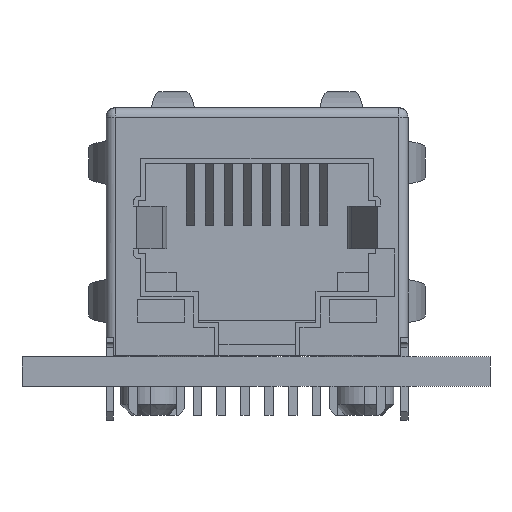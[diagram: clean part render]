
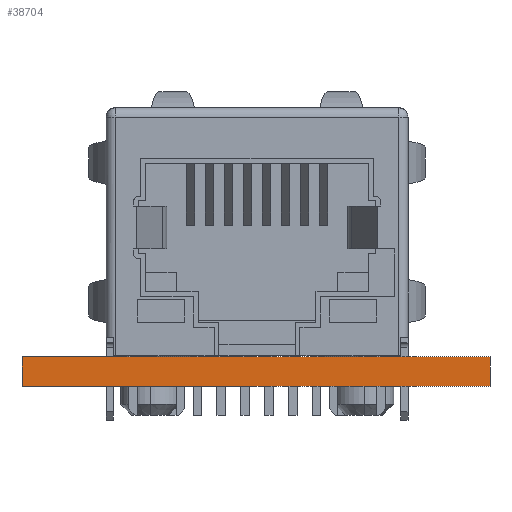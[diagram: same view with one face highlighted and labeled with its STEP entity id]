
A CAD part, front view. The second image highlights one B-rep face of the part: STEP entity #38704.
In plain terms, the highlighted planar face has unit normal (0, -1, 0).
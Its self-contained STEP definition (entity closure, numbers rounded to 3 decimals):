
#38704 = ADVANCED_FACE('',(#38705),#38719,.T.);
#38705 = FACE_BOUND('',#38706,.T.);
#38706 = EDGE_LOOP('',(#38707,#38742,#38770,#38798));
#38707 = ORIENTED_EDGE('',*,*,#38708,.T.);
#38708 = EDGE_CURVE('',#38709,#38711,#38713,.T.);
#38709 = VERTEX_POINT('',#38710);
#38710 = CARTESIAN_POINT('',(25.,-0.,0.));
#38711 = VERTEX_POINT('',#38712);
#38712 = CARTESIAN_POINT('',(25.,0.,1.58));
#38713 = SURFACE_CURVE('',#38714,(#38718,#38730),.PCURVE_S1.);
#38714 = LINE('',#38715,#38716);
#38715 = CARTESIAN_POINT('',(25.,-0.,0.));
#38716 = VECTOR('',#38717,1.);
#38717 = DIRECTION('',(0.,0.,1.));
#38718 = PCURVE('',#38719,#38724);
#38719 = PLANE('',#38720);
#38720 = AXIS2_PLACEMENT_3D('',#38721,#38722,#38723);
#38721 = CARTESIAN_POINT('',(25.,0.,0.));
#38722 = DIRECTION('',(0.,-1.,0.));
#38723 = DIRECTION('',(-1.,0.,0.));
#38724 = DEFINITIONAL_REPRESENTATION('',(#38725),#38729);
#38725 = LINE('',#38726,#38727);
#38726 = CARTESIAN_POINT('',(0.,0.));
#38727 = VECTOR('',#38728,1.);
#38728 = DIRECTION('',(0.,-1.));
#38729 = ( GEOMETRIC_REPRESENTATION_CONTEXT(2) 
PARAMETRIC_REPRESENTATION_CONTEXT() REPRESENTATION_CONTEXT('2D SPACE',''
  ) );
#38730 = PCURVE('',#38731,#38736);
#38731 = PLANE('',#38732);
#38732 = AXIS2_PLACEMENT_3D('',#38733,#38734,#38735);
#38733 = CARTESIAN_POINT('',(25.,35.,0.));
#38734 = DIRECTION('',(1.,0.,-0.));
#38735 = DIRECTION('',(0.,-1.,0.));
#38736 = DEFINITIONAL_REPRESENTATION('',(#38737),#38741);
#38737 = LINE('',#38738,#38739);
#38738 = CARTESIAN_POINT('',(35.,0.));
#38739 = VECTOR('',#38740,1.);
#38740 = DIRECTION('',(0.,-1.));
#38741 = ( GEOMETRIC_REPRESENTATION_CONTEXT(2) 
PARAMETRIC_REPRESENTATION_CONTEXT() REPRESENTATION_CONTEXT('2D SPACE',''
  ) );
#38742 = ORIENTED_EDGE('',*,*,#38743,.T.);
#38743 = EDGE_CURVE('',#38711,#38744,#38746,.T.);
#38744 = VERTEX_POINT('',#38745);
#38745 = CARTESIAN_POINT('',(0.,0.,1.58));
#38746 = SURFACE_CURVE('',#38747,(#38751,#38758),.PCURVE_S1.);
#38747 = LINE('',#38748,#38749);
#38748 = CARTESIAN_POINT('',(25.,0.,1.58));
#38749 = VECTOR('',#38750,1.);
#38750 = DIRECTION('',(-1.,0.,0.));
#38751 = PCURVE('',#38719,#38752);
#38752 = DEFINITIONAL_REPRESENTATION('',(#38753),#38757);
#38753 = LINE('',#38754,#38755);
#38754 = CARTESIAN_POINT('',(0.,-1.58));
#38755 = VECTOR('',#38756,1.);
#38756 = DIRECTION('',(1.,0.));
#38757 = ( GEOMETRIC_REPRESENTATION_CONTEXT(2) 
PARAMETRIC_REPRESENTATION_CONTEXT() REPRESENTATION_CONTEXT('2D SPACE',''
  ) );
#38758 = PCURVE('',#38759,#38764);
#38759 = PLANE('',#38760);
#38760 = AXIS2_PLACEMENT_3D('',#38761,#38762,#38763);
#38761 = CARTESIAN_POINT('',(12.5,17.5,1.58));
#38762 = DIRECTION('',(-0.,-0.,-1.));
#38763 = DIRECTION('',(-1.,0.,0.));
#38764 = DEFINITIONAL_REPRESENTATION('',(#38765),#38769);
#38765 = LINE('',#38766,#38767);
#38766 = CARTESIAN_POINT('',(-12.5,-17.5));
#38767 = VECTOR('',#38768,1.);
#38768 = DIRECTION('',(1.,0.));
#38769 = ( GEOMETRIC_REPRESENTATION_CONTEXT(2) 
PARAMETRIC_REPRESENTATION_CONTEXT() REPRESENTATION_CONTEXT('2D SPACE',''
  ) );
#38770 = ORIENTED_EDGE('',*,*,#38771,.F.);
#38771 = EDGE_CURVE('',#38772,#38744,#38774,.T.);
#38772 = VERTEX_POINT('',#38773);
#38773 = CARTESIAN_POINT('',(0.,-0.,0.));
#38774 = SURFACE_CURVE('',#38775,(#38779,#38786),.PCURVE_S1.);
#38775 = LINE('',#38776,#38777);
#38776 = CARTESIAN_POINT('',(0.,-0.,0.));
#38777 = VECTOR('',#38778,1.);
#38778 = DIRECTION('',(0.,0.,1.));
#38779 = PCURVE('',#38719,#38780);
#38780 = DEFINITIONAL_REPRESENTATION('',(#38781),#38785);
#38781 = LINE('',#38782,#38783);
#38782 = CARTESIAN_POINT('',(25.,0.));
#38783 = VECTOR('',#38784,1.);
#38784 = DIRECTION('',(0.,-1.));
#38785 = ( GEOMETRIC_REPRESENTATION_CONTEXT(2) 
PARAMETRIC_REPRESENTATION_CONTEXT() REPRESENTATION_CONTEXT('2D SPACE',''
  ) );
#38786 = PCURVE('',#38787,#38792);
#38787 = PLANE('',#38788);
#38788 = AXIS2_PLACEMENT_3D('',#38789,#38790,#38791);
#38789 = CARTESIAN_POINT('',(0.,0.,0.));
#38790 = DIRECTION('',(-1.,0.,0.));
#38791 = DIRECTION('',(0.,1.,0.));
#38792 = DEFINITIONAL_REPRESENTATION('',(#38793),#38797);
#38793 = LINE('',#38794,#38795);
#38794 = CARTESIAN_POINT('',(0.,0.));
#38795 = VECTOR('',#38796,1.);
#38796 = DIRECTION('',(0.,-1.));
#38797 = ( GEOMETRIC_REPRESENTATION_CONTEXT(2) 
PARAMETRIC_REPRESENTATION_CONTEXT() REPRESENTATION_CONTEXT('2D SPACE',''
  ) );
#38798 = ORIENTED_EDGE('',*,*,#38799,.F.);
#38799 = EDGE_CURVE('',#38709,#38772,#38800,.T.);
#38800 = SURFACE_CURVE('',#38801,(#38805,#38812),.PCURVE_S1.);
#38801 = LINE('',#38802,#38803);
#38802 = CARTESIAN_POINT('',(25.,-0.,0.));
#38803 = VECTOR('',#38804,1.);
#38804 = DIRECTION('',(-1.,0.,0.));
#38805 = PCURVE('',#38719,#38806);
#38806 = DEFINITIONAL_REPRESENTATION('',(#38807),#38811);
#38807 = LINE('',#38808,#38809);
#38808 = CARTESIAN_POINT('',(0.,0.));
#38809 = VECTOR('',#38810,1.);
#38810 = DIRECTION('',(1.,0.));
#38811 = ( GEOMETRIC_REPRESENTATION_CONTEXT(2) 
PARAMETRIC_REPRESENTATION_CONTEXT() REPRESENTATION_CONTEXT('2D SPACE',''
  ) );
#38812 = PCURVE('',#38813,#38818);
#38813 = PLANE('',#38814);
#38814 = AXIS2_PLACEMENT_3D('',#38815,#38816,#38817);
#38815 = CARTESIAN_POINT('',(12.5,17.5,0.));
#38816 = DIRECTION('',(-0.,-0.,-1.));
#38817 = DIRECTION('',(-1.,0.,0.));
#38818 = DEFINITIONAL_REPRESENTATION('',(#38819),#38823);
#38819 = LINE('',#38820,#38821);
#38820 = CARTESIAN_POINT('',(-12.5,-17.5));
#38821 = VECTOR('',#38822,1.);
#38822 = DIRECTION('',(1.,0.));
#38823 = ( GEOMETRIC_REPRESENTATION_CONTEXT(2) 
PARAMETRIC_REPRESENTATION_CONTEXT() REPRESENTATION_CONTEXT('2D SPACE',''
  ) );
